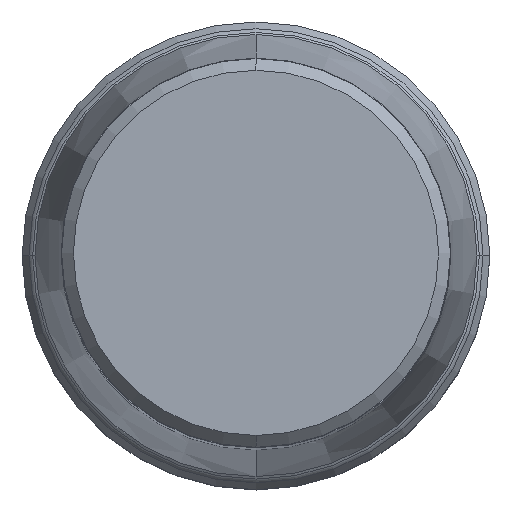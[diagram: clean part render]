
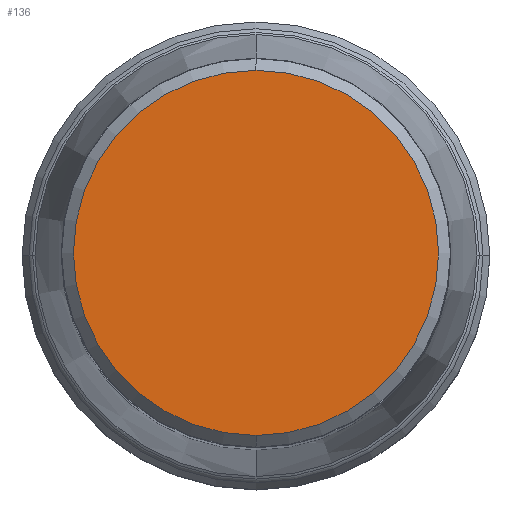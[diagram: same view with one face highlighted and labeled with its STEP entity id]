
A CAD part, top view. The second image highlights one B-rep face of the part: STEP entity #136.
In plain terms, the highlighted planar face has unit normal (0, 0, 1).
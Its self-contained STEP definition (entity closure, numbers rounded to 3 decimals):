
#55=PLANE('',#1192);
#136=ADVANCED_FACE('',(#221),#55,.F.);
#221=FACE_OUTER_BOUND('',#287,.T.);
#287=EDGE_LOOP('',(#488,#489));
#488=ORIENTED_EDGE('',*,*,#728,.T.);
#489=ORIENTED_EDGE('',*,*,#732,.T.);
#617=VERTEX_POINT('',#1846);
#618=VERTEX_POINT('',#1848);
#728=EDGE_CURVE('',#618,#617,#838,.T.);
#732=EDGE_CURVE('',#617,#618,#841,.T.);
#838=CIRCLE('',#1185,14.875);
#841=CIRCLE('',#1190,14.875);
#1185=AXIS2_PLACEMENT_3D('',#1847,#1506,#1507);
#1190=AXIS2_PLACEMENT_3D('',#1855,#1517,#1518);
#1192=AXIS2_PLACEMENT_3D('',#1857,#1521,#1522);
#1506=DIRECTION('',(0.,0.,1.));
#1507=DIRECTION('',(0.,1.,0.));
#1517=DIRECTION('',(0.,0.,1.));
#1518=DIRECTION('',(0.,-1.,0.));
#1521=DIRECTION('',(0.,0.,-1.));
#1522=DIRECTION('',(0.,1.,0.));
#1846=CARTESIAN_POINT('',(0.,-14.875,0.));
#1847=CARTESIAN_POINT('',(0.,0.,0.));
#1848=CARTESIAN_POINT('',(0.,14.875,0.));
#1855=CARTESIAN_POINT('',(0.,0.,0.));
#1857=CARTESIAN_POINT('',(0.,0.,0.));
